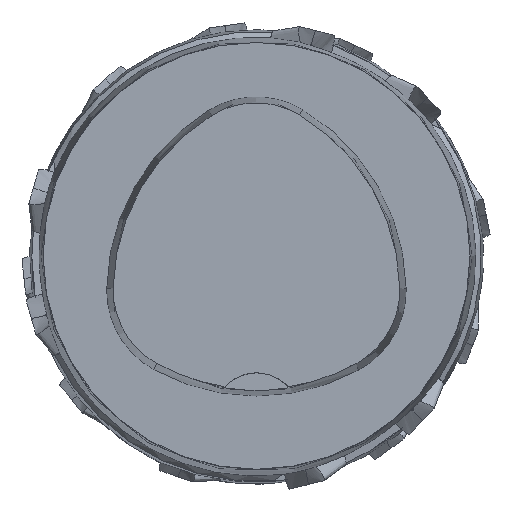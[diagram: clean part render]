
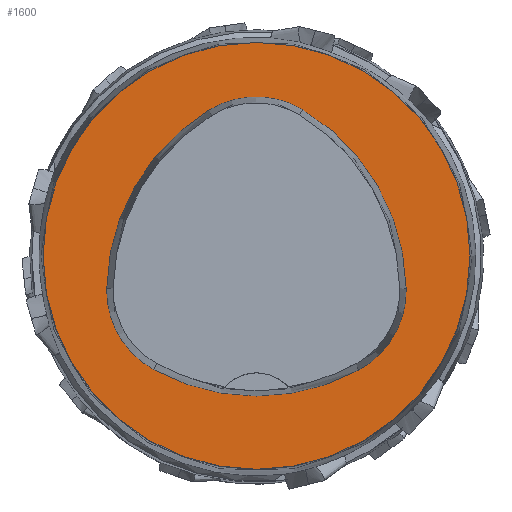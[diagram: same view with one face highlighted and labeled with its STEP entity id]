
A CAD part, top view. The second image highlights one B-rep face of the part: STEP entity #1600.
In plain terms, the highlighted planar face has unit normal (0, 0, 1).
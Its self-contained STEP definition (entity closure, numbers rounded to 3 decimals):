
#888=PLANE('',#9319);
#1600=ADVANCED_FACE('',(#2773,#2774),#888,.T.);
#2773=FACE_BOUND('',#3104,.T.);
#2774=FACE_BOUND('',#3105,.T.);
#3104=EDGE_LOOP('',(#4309,#4310,#4311,#4312,#4313,#4314));
#3105=EDGE_LOOP('',(#4315));
#4309=ORIENTED_EDGE('',*,*,#7425,.T.);
#4310=ORIENTED_EDGE('',*,*,#7405,.T.);
#4311=ORIENTED_EDGE('',*,*,#7409,.T.);
#4312=ORIENTED_EDGE('',*,*,#7412,.T.);
#4313=ORIENTED_EDGE('',*,*,#7415,.T.);
#4314=ORIENTED_EDGE('',*,*,#7423,.T.);
#4315=ORIENTED_EDGE('',*,*,#7087,.F.);
#6236=VERTEX_POINT('',#12831);
#6452=VERTEX_POINT('',#32663);
#6453=VERTEX_POINT('',#32664);
#6456=VERTEX_POINT('',#32672);
#6458=VERTEX_POINT('',#32678);
#6460=VERTEX_POINT('',#32684);
#6467=VERTEX_POINT('',#32705);
#7087=EDGE_CURVE('',#6236,#6236,#8363,.T.);
#7405=EDGE_CURVE('',#6452,#6453,#8435,.T.);
#7409=EDGE_CURVE('',#6453,#6456,#8437,.T.);
#7412=EDGE_CURVE('',#6456,#6458,#8439,.T.);
#7415=EDGE_CURVE('',#6458,#6460,#8441,.T.);
#7423=EDGE_CURVE('',#6460,#6467,#8445,.T.);
#7425=EDGE_CURVE('',#6467,#6452,#8447,.T.);
#8363=CIRCLE('',#9118,20.);
#8435=CIRCLE('',#9297,20.);
#8437=CIRCLE('',#9300,8.5);
#8439=CIRCLE('',#9303,20.);
#8441=CIRCLE('',#9306,8.5);
#8445=CIRCLE('',#9311,20.);
#8447=CIRCLE('',#9314,8.5);
#9118=AXIS2_PLACEMENT_3D('',#12830,#10303,#10304);
#9297=AXIS2_PLACEMENT_3D('',#32662,#10679,#10680);
#9300=AXIS2_PLACEMENT_3D('',#32671,#10687,#10688);
#9303=AXIS2_PLACEMENT_3D('',#32677,#10694,#10695);
#9306=AXIS2_PLACEMENT_3D('',#32683,#10701,#10702);
#9311=AXIS2_PLACEMENT_3D('',#32706,#10713,#10714);
#9314=AXIS2_PLACEMENT_3D('',#32709,#10719,#10720);
#9319=AXIS2_PLACEMENT_3D('',#32714,#10729,#10730);
#10303=DIRECTION('',(0.,0.,-1.));
#10304=DIRECTION('',(-1.,0.,0.));
#10679=DIRECTION('',(0.,0.,-1.));
#10680=DIRECTION('',(-1.,0.,0.));
#10687=DIRECTION('',(0.,0.,-1.));
#10688=DIRECTION('',(-1.,0.,0.));
#10694=DIRECTION('',(0.,0.,-1.));
#10695=DIRECTION('',(-1.,0.,0.));
#10701=DIRECTION('',(0.,0.,-1.));
#10702=DIRECTION('',(-1.,0.,0.));
#10713=DIRECTION('',(0.,0.,-1.));
#10714=DIRECTION('',(-1.,0.,0.));
#10719=DIRECTION('',(0.,0.,-1.));
#10720=DIRECTION('',(-1.,0.,0.));
#10729=DIRECTION('',(0.,0.,1.));
#10730=DIRECTION('',(1.,0.,0.));
#12830=CARTESIAN_POINT('',(0.,0.,0.));
#12831=CARTESIAN_POINT('',(-20.,0.,0.));
#32662=CARTESIAN_POINT('',(5.955,-3.414,0.));
#32663=CARTESIAN_POINT('',(-14.041,-3.042,0.));
#32664=CARTESIAN_POINT('',(-4.472,13.653,0.));
#32671=CARTESIAN_POINT('',(-0.04,6.4,0.));
#32672=CARTESIAN_POINT('',(4.347,13.68,0.));
#32677=CARTESIAN_POINT('',(-5.976,-3.45,0.));
#32678=CARTESIAN_POINT('',(14.021,-3.075,0.));
#32683=CARTESIAN_POINT('',(5.522,-3.235,0.));
#32684=CARTESIAN_POINT('',(9.588,-10.699,0.));
#32705=CARTESIAN_POINT('',(-9.655,-10.639,0.));
#32706=CARTESIAN_POINT('',(0.022,6.864,0.));
#32709=CARTESIAN_POINT('',(-5.543,-3.2,0.));
#32714=CARTESIAN_POINT('',(0.,0.,0.));
